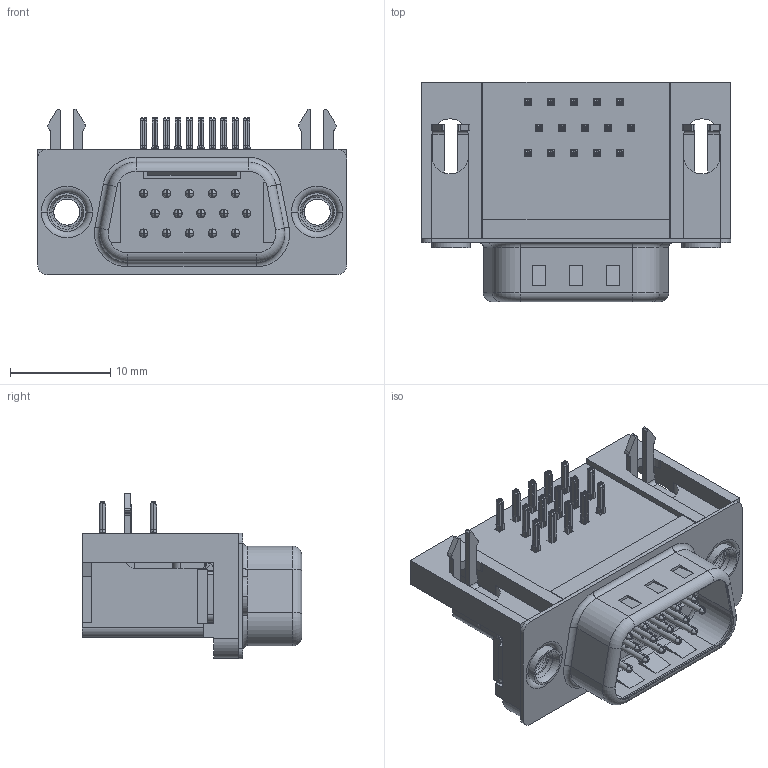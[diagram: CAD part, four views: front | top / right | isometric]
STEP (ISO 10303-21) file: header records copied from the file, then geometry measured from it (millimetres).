
FILE_DESCRIPTION((''),'2;1');
FILE_NAME('15P-ASM0001_ASM','2008-10-30T',('Administrator'),(''),'PRO/ENGINEER BY PARAMETRIC TECHNOLOGY CORPORATION, 2007030','PRO/ENGINEER BY PARAMETRIC TECHNOLOGY CORPORATION, 2007030','');
FILE_SCHEMA(('CONFIG_CONTROL_DESIGN'));
Products named in the file (9): HDR-15P-MALE-HOUSING; HDR-15P-MALE-COVER; 15P-M-FCOVER; DR_M_S1; DR_M_S2; DR_M_S3; Z-PIAN-4; MAODING; 15P-ASM0001_ASM
Assembly tree (22 placements, depth 2):
  15P-ASM0001_ASM
    HDR-15P-MALE-HOUSING
    HDR-15P-MALE-COVER
    15P-M-FCOVER
    DR_M_S1  x5
    DR_M_S2  x5
    DR_M_S3  x5
    Z-PIAN-4  x2
    MAODING  x2
Bounding box: 30.89 x 21.9 x 16.55 mm (x, y, z)
Volume: 3416.6 mm3; surface area: 7596.3 mm2
Topology: 112 solids, 112 shells, 4199 faces, 9674 edges, 5700 vertices
Faces by surface type: plane 2116, bspline 1067, cylinder 770, sphere 120, torus 118, cone 8
Entity records: 54381 total; most frequent: CARTESIAN_POINT 20018, ORIENTED_EDGE 7354, DIRECTION 6550, EDGE_CURVE 3677, VECTOR 2572, LINE 2572, VERTEX_POINT 2263, AXIS2_PLACEMENT_3D 1989
